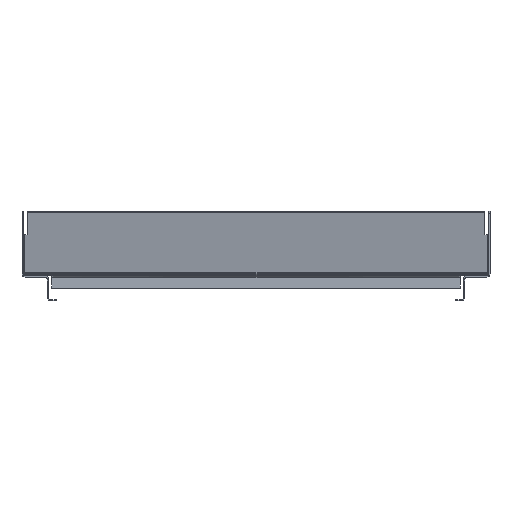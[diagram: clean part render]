
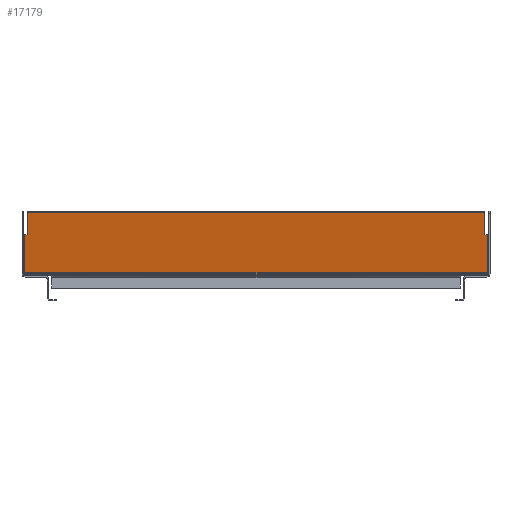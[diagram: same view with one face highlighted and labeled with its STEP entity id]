
A CAD part, front view. The second image highlights one B-rep face of the part: STEP entity #17179.
In plain terms, the highlighted free-form (B-spline) face has degree [1, 1] with [2, 2] control points.
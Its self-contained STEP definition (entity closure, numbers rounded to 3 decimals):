
#16981=CARTESIAN_POINT('V20',(-1217.721,
   -295.328,131.701));
#16982=VERTEX_POINT('V20',#16981);
#16997=CARTESIAN_POINT('V19',(-1217.721,
   -291.058,156.334));
#16998=VERTEX_POINT('V19',#16997);
#17004=CARTESIAN_POINT('E19',(-1217.721,
   -291.058,156.334));
#17005=CARTESIAN_POINT('E19',(-1217.721,
   -295.328,131.701));
#17006=QUASI_UNIFORM_CURVE('E19',1,(#17004,#17005),.POLYLINE_FORM.,
   .F.,.U.);
#17007=EDGE_CURVE('E19',#16998,#16982,#17006,.T.);
#17025=CARTESIAN_POINT('V18',(-718.721,
   -291.058,156.334));
#17026=VERTEX_POINT('V18',#17025);
#17032=CARTESIAN_POINT('E18',(-718.721,
   -291.058,156.334));
#17033=CARTESIAN_POINT('E18',(-1217.721,
   -291.058,156.334));
#17034=QUASI_UNIFORM_CURVE('E18',1,(#17032,#17033),.POLYLINE_FORM.,
   .F.,.U.);
#17035=EDGE_CURVE('E18',#17026,#16998,#17034,.T.);
#17053=CARTESIAN_POINT('V17',(-718.721,
   -295.328,131.701));
#17054=VERTEX_POINT('V17',#17053);
#17060=CARTESIAN_POINT('E17',(-718.721,
   -295.328,131.701));
#17061=CARTESIAN_POINT('E17',(-718.721,
   -291.058,156.334));
#17062=QUASI_UNIFORM_CURVE('E17',1,(#17060,#17061),.POLYLINE_FORM.,
   .F.,.U.);
#17063=EDGE_CURVE('E17',#17054,#17026,#17062,.T.);
#17081=CARTESIAN_POINT('V16',(-716.221,
   -295.328,131.701));
#17082=VERTEX_POINT('V16',#17081);
#17088=CARTESIAN_POINT('E16',(-716.221,
   -295.328,131.701));
#17089=CARTESIAN_POINT('E16',(-718.721,
   -295.328,131.701));
#17090=QUASI_UNIFORM_CURVE('E16',1,(#17088,#17089),.POLYLINE_FORM.,
   .F.,.U.);
#17091=EDGE_CURVE('E16',#17082,#17054,#17090,.T.);
#17131=CARTESIAN_POINT('V21',(-1220.221,
   -295.328,131.701));
#17132=VERTEX_POINT('V21',#17131);
#17140=CARTESIAN_POINT('E20',(-1217.721,
   -295.328,131.701));
#17141=CARTESIAN_POINT('E20',(-1220.221,
   -295.328,131.701));
#17142=QUASI_UNIFORM_CURVE('E20',1,(#17140,#17141),.POLYLINE_FORM.,
   .F.,.U.);
#17143=EDGE_CURVE('E20',#16982,#17132,#17142,.T.);
#17148=CARTESIAN_POINT('F6',(-716.191,
   -302.557,90.01));
#17149=CARTESIAN_POINT('F6',(-716.191,
   -291.053,156.363));
#17150=CARTESIAN_POINT('F6',(-1220.251,
   -302.557,90.01));
#17151=CARTESIAN_POINT('F6',(-1220.251,
   -291.053,156.363));
#17152=B_SPLINE_SURFACE_WITH_KNOTS('F6',1,1,((#17148,#17150),(
   #17149,#17151)),.PLANE_SURF.,.F.,.F.,.U.,(2,2),(2,2),(0.0,1.0),
   (0.0,7.485),.UNSPECIFIED.);
#17153=CARTESIAN_POINT('V22',(-1220.221,
   -302.552,90.039));
#17154=VERTEX_POINT('V22',#17153);
#17155=CARTESIAN_POINT('V15',(-716.221,
   -302.552,90.039));
#17156=VERTEX_POINT('V15',#17155);
#17157=CARTESIAN_POINT('E22',(-1220.221,
   -302.552,90.039));
#17158=CARTESIAN_POINT('E22',(-716.221,
   -302.552,90.039));
#17159=QUASI_UNIFORM_CURVE('E22',1,(#17157,#17158),.POLYLINE_FORM.,
   .F.,.U.);
#17160=EDGE_CURVE('E22',#17154,#17156,#17159,.T.);
#17161=ORIENTED_EDGE('E22',*,*,#17160,.F.);
#17162=CARTESIAN_POINT('E21',(-1220.221,
   -295.328,131.701));
#17163=CARTESIAN_POINT('E21',(-1220.221,
   -302.552,90.039));
#17164=QUASI_UNIFORM_CURVE('E21',1,(#17162,#17163),.POLYLINE_FORM.,
   .F.,.U.);
#17165=EDGE_CURVE('E21',#17132,#17154,#17164,.T.);
#17166=ORIENTED_EDGE('E21',*,*,#17165,.F.);
#17167=ORIENTED_EDGE('F17',*,*,#17143,.F.);
#17168=ORIENTED_EDGE('F18',*,*,#17007,.F.);
#17169=ORIENTED_EDGE('F19',*,*,#17035,.F.);
#17170=ORIENTED_EDGE('F20',*,*,#17063,.F.);
#17171=ORIENTED_EDGE('F21',*,*,#17091,.F.);
#17172=CARTESIAN_POINT('E15',(-716.221,
   -302.552,90.039));
#17173=CARTESIAN_POINT('E15',(-716.221,
   -295.328,131.701));
#17174=QUASI_UNIFORM_CURVE('E15',1,(#17172,#17173),.POLYLINE_FORM.,
   .F.,.U.);
#17175=EDGE_CURVE('E15',#17156,#17082,#17174,.T.);
#17176=ORIENTED_EDGE('E15',*,*,#17175,.F.);
#17177=EDGE_LOOP('F6',(#17161,#17166,#17167,#17168,#17169,#17170,
   #17171,#17176));
#17178=FACE_OUTER_BOUND('F6',#17177,.T.);
#17179=ADVANCED_FACE('F6',(#17178),#17152,.F.);
